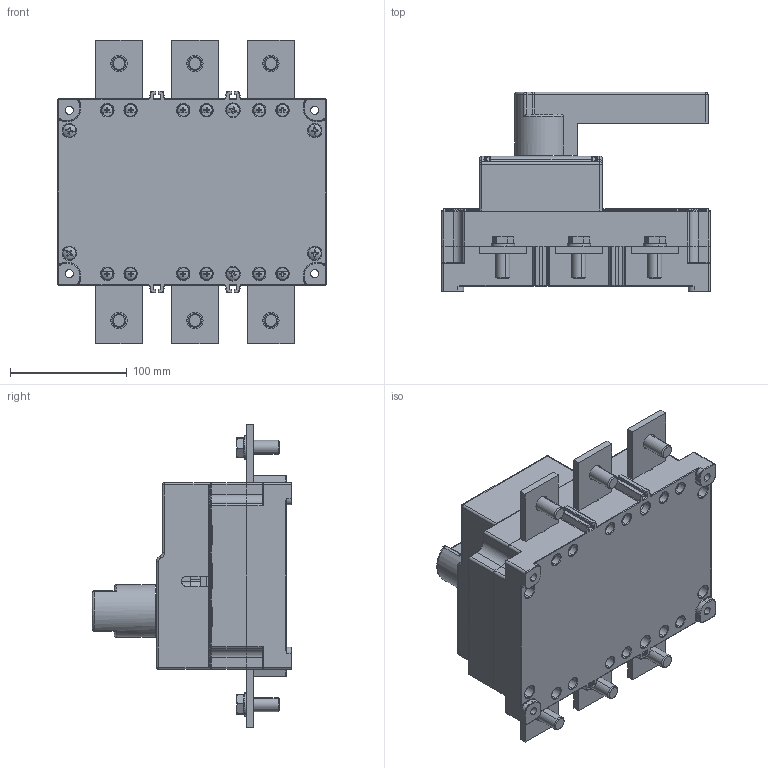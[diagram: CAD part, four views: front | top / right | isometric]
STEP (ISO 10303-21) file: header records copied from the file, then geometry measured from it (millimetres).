
FILE_DESCRIPTION((''),'2;1');
FILE_NAME('ASM0001_ASM','2025-08-19T08:41:39',('Administrator'),(''),'CREO PARAMETRIC BY PTC INC, 2021023','CREO PARAMETRIC BY PTC INC, 2021023','');
FILE_SCHEMA(('CONFIG_CONTROL_DESIGN'));
Products named in the file (102): CROSS_RECESSED_PAN_HEAD_SCR-7_1; 630-3____-97141_2_1_1_AF0_1_1; CROSS_RECESSED_PAN_HEAD_S-231_1; PLAIN_WASHERS-N_SERIES-GR-233_1; CROSS_RECESSED_PAN_HEAD_S-241_1; SPRING_LOCK_WASHERS--NORM-244_4; SPRING_LOCK_WASHERS--NORM-244_5; SPRING_LOCK_WASHERS--NORM-244_3_ASM; CROSS_RECESSED_PAN_HEAD_T-252_1; 400_______1_1_1_AF0_1_1; 630_____1_1_1_AF4_1_1; HEX_HEAD_BOLTS-FULL_THREAD_GR_2; PLAIN_WASHERS-N_SERIES-GR-492_2; 630_____1_1_1_AF0_1_1; CROSS_RECESSED_PAN_HEAD_S-284_1; 400____-75790_1_1_1_1_1; SPRING_LOCK_WASHERS--NORM-327_4; SPRING_LOCK_WASHERS--NORM-327_5; SPRING_LOCK_WASHERS--NORM-327_3_ASM; CROSS_RECESSED_PAN_HEAD_S-335_1; PLAIN_WASHERS-N_SERIES-GR-341_1; PLAIN_WASHERS-N_SERIES-GR-343_1; SPRING_LOCK_WASHERS--NORM-347_4; SPRING_LOCK_WASHERS--NORM-347_5; SPRING_LOCK_WASHERS--NORM-347_3_ASM; SPRING_LOCK_WASHERS--NORM-350_4; SPRING_LOCK_WASHERS--NORM-350_5; SPRING_LOCK_WASHERS--NORM-350_3_ASM; CROSS_RECESSED_PAN_HEAD_S-358_1; 400___1_1_1_1_1; CROSS_RECESSED_PAN_HEAD_S-372_1; CROSS_RECESSED_PAN_HEAD_T-378_1; 400___________1_1_1_1_1; SPRING_LOCK_WASHERS--NORM-540_4; SPRING_LOCK_WASHERS--NORM-540_5; SPRING_LOCK_WASHERS--NORM-540_3_ASM; SPRING_LOCK_WASHERS--NORM-544_4; SPRING_LOCK_WASHERS--NORM-544_5; SPRING_LOCK_WASHERS--NORM-544_3_ASM; 630_____1_1_1_AF1_1_1 ...
Assembly tree (114 placements, depth 8):
  ASM0001_ASM
    1_ASM_1_1_ASM
      HGL-630-3ASM_ASM_1_AF0_ASM_1_1_ASM
        HGL-630_ASM_1_ASM_1_AF0_ASM_1_1_ASM
          HGL-630-3_ASM_2_ASM_1_ASM_1_A_1_ASM
            ASM0001_ASM_2_ASM_1_ASM_1_AF0_1_ASM
              CROSS_RECESSED_PAN_HEAD_SCR-7_1
              630-3____-97141_2_1_1_AF0_1_1
              CROSS_RECESSED_PAN_HEAD_S-231_1
              PLAIN_WASHERS-N_SERIES-GR-233_1
              CROSS_RECESSED_PAN_HEAD_S-241_1
              SPRING_LOCK_WASHERS--NORM-244_3_ASM
                SPRING_LOCK_WASHERS--NORM-244_4
                SPRING_LOCK_WASHERS--NORM-244_5
              CROSS_RECESSED_PAN_HEAD_T-252_1  x4
              400_______1_1_1_AF0_1_1
              630_____1_1_1_AF4_1_1
              HEX_HEAD_BOLTS-FULL_THREAD_GR_2  x6
              PLAIN_WASHERS-N_SERIES-GR-492_2  x6
              630_____1_1_1_AF0_1_1
              CROSS_RECESSED_PAN_HEAD_S-284_1
              400____-75790_1_1_1_1_1
              SPRING_LOCK_WASHERS--NORM-327_3_ASM
                SPRING_LOCK_WASHERS--NORM-327_4
                SPRING_LOCK_WASHERS--NORM-327_5
              CROSS_RECESSED_PAN_HEAD_S-335_1
              PLAIN_WASHERS-N_SERIES-GR-341_1
              PLAIN_WASHERS-N_SERIES-GR-343_1
              SPRING_LOCK_WASHERS--NORM-347_3_ASM
                SPRING_LOCK_WASHERS--NORM-347_4
                SPRING_LOCK_WASHERS--NORM-347_5
              SPRING_LOCK_WASHERS--NORM-350_3_ASM
                SPRING_LOCK_WASHERS--NORM-350_4
                SPRING_LOCK_WASHERS--NORM-350_5
              CROSS_RECESSED_PAN_HEAD_S-358_1
              400___1_1_1_1_1
              CROSS_RECESSED_PAN_HEAD_S-372_1
              CROSS_RECESSED_PAN_HEAD_T-378_1
              400___________1_1_1_1_1
              SPRING_LOCK_WASHERS--NORM-540_3_ASM
                SPRING_LOCK_WASHERS--NORM-540_4
                SPRING_LOCK_WASHERS--NORM-540_5
              SPRING_LOCK_WASHERS--NORM-544_3_ASM
                SPRING_LOCK_WASHERS--NORM-544_4
                SPRING_LOCK_WASHERS--NORM-544_5
              630_____1_1_1_AF1_1_1
              CROSS_RECESSED_PAN_HEAD_S-557_1
              CROSS_RECESSED_PAN_HEAD_S-565_1
              630_____1_1_1_AF5_1_1
              CROSS_RECESSED_PAN_HEAD_T-584_1
              SPRING_LOCK_WASHERS--NORM-587_3_ASM
                SPRING_LOCK_WASHERS--NORM-587_4
                SPRING_LOCK_WASHERS--NORM-587_5
              400____-78181_ASM_1_ASM_1_ASM_2_ASM
                ____7_1_1_1_1_1
                ____3_1_1_1_1_1
                ____1_1_1_1_1_1
              630_______1_1_1_AF4_1_1
              CROSS_RECESSED_PAN_HEAD_T-679_1
              400_______1_1_1_AF1_1_1
Bounding box: 230 x 171 x 260 mm (x, y, z)
Volume: 1248200.8 mm3; surface area: 488112.8 mm2
Topology: 87 solids, 87 shells, 3213 faces, 8521 edges, 5402 vertices
Faces by surface type: plane 1448, cylinder 1066, torus 243, bspline 150, sphere 111, extrusion 99, cone 96
Entity records: 124070 total; most frequent: CARTESIAN_POINT 46699, DIRECTION 16327, ORIENTED_EDGE 15784, EDGE_CURVE 7892, AXIS2_PLACEMENT_3D 5958, VERTEX_POINT 5088, VECTOR 4411, LINE 4312
